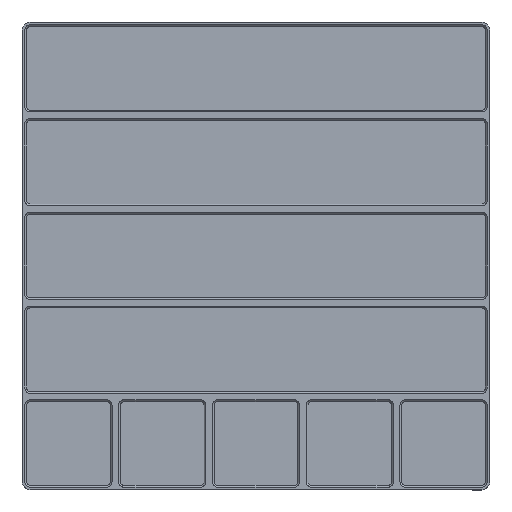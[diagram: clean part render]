
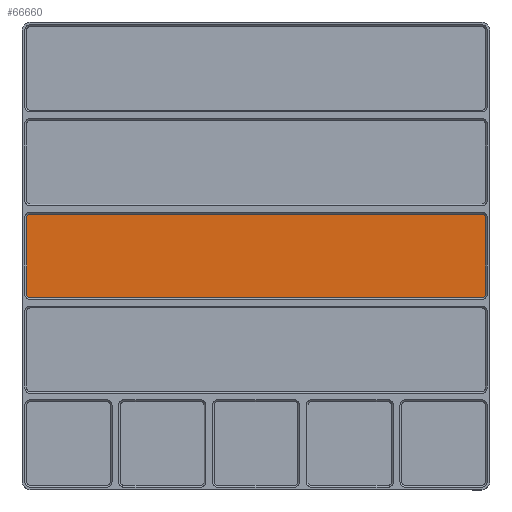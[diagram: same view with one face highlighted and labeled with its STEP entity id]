
A CAD part, top view. The second image highlights one B-rep face of the part: STEP entity #66660.
In plain terms, the highlighted planar face has unit normal (0, 0, 1).
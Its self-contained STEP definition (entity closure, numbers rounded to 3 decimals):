
#65700=CARTESIAN_POINT('',(291.75,206.15,7.));
#65710=VERTEX_POINT('',#65700);
#65740=CARTESIAN_POINT('',(290.15,206.15,7.));
#65750=DIRECTION('',(0.,0.,-1.));
#65760=DIRECTION('',(1.,0.,0.));
#65770=AXIS2_PLACEMENT_3D('',#65740,#65750,#65760);
#65780=CIRCLE('',#65770,1.6);
#65790=CARTESIAN_POINT('',(290.15,207.75,7.));
#65800=VERTEX_POINT('',#65790);
#65810=EDGE_CURVE('',#65800,#65710,#65780,.T.);
#66010=CARTESIAN_POINT('',(273.,189.,7.));
#66020=DIRECTION('',(0.,0.,1.));
#66030=DIRECTION('',(-1.,0.,0.));
#66040=AXIS2_PLACEMENT_3D('',#66010,#66020,#66030);
#66050=PLANE('',#66040);
#66060=CARTESIAN_POINT('',(290.15,171.85,7.));
#66070=DIRECTION('',(0.,0.,-1.));
#66080=DIRECTION('',(1.,0.,0.));
#66090=AXIS2_PLACEMENT_3D('',#66060,#66070,#66080);
#66100=CIRCLE('',#66090,1.6);
#66110=CARTESIAN_POINT('',(291.75,171.85,7.));
#66120=VERTEX_POINT('',#66110);
#66130=CARTESIAN_POINT('',(290.15,170.25,7.));
#66140=VERTEX_POINT('',#66130);
#66150=EDGE_CURVE('',#66120,#66140,#66100,.T.);
#66160=ORIENTED_EDGE('',*,*,#66150,.F.);
#66170=CARTESIAN_POINT('',(121.,170.25,7.));
#66180=DIRECTION('',(-1.,0.,0.));
#66190=VECTOR('',#66180,1.);
#66200=LINE('',#66170,#66190);
#66210=CARTESIAN_POINT('',(87.85,170.25,7.));
#66220=VERTEX_POINT('',#66210);
#66230=EDGE_CURVE('',#66140,#66220,#66200,.T.);
#66240=ORIENTED_EDGE('',*,*,#66230,.F.);
#66250=CARTESIAN_POINT('',(87.85,171.85,7.));
#66260=DIRECTION('',(0.,0.,-1.));
#66270=DIRECTION('',(1.,0.,0.));
#66280=AXIS2_PLACEMENT_3D('',#66250,#66260,#66270);
#66290=CIRCLE('',#66280,1.6);
#66300=CARTESIAN_POINT('',(86.25,171.85,7.));
#66310=VERTEX_POINT('',#66300);
#66320=EDGE_CURVE('',#66220,#66310,#66290,.T.);
#66330=ORIENTED_EDGE('',*,*,#66320,.F.);
#66340=CARTESIAN_POINT('',(86.25,173.,7.));
#66350=DIRECTION('',(0.,1.,0.));
#66360=VECTOR('',#66350,1.);
#66370=LINE('',#66340,#66360);
#66380=CARTESIAN_POINT('',(86.25,206.15,7.));
#66390=VERTEX_POINT('',#66380);
#66400=EDGE_CURVE('',#66310,#66390,#66370,.T.);
#66410=ORIENTED_EDGE('',*,*,#66400,.F.);
#66420=CARTESIAN_POINT('',(87.85,206.15,7.));
#66430=DIRECTION('',(0.,0.,-1.));
#66440=DIRECTION('',(1.,0.,0.));
#66450=AXIS2_PLACEMENT_3D('',#66420,#66430,#66440);
#66460=CIRCLE('',#66450,1.6);
#66470=CARTESIAN_POINT('',(87.85,207.75,7.));
#66480=VERTEX_POINT('',#66470);
#66490=EDGE_CURVE('',#66390,#66480,#66460,.T.);
#66500=ORIENTED_EDGE('',*,*,#66490,.F.);
#66510=CARTESIAN_POINT('',(257.,207.75,7.));
#66520=DIRECTION('',(1.,0.,0.));
#66530=VECTOR('',#66520,1.);
#66540=LINE('',#66510,#66530);
#66550=EDGE_CURVE('',#66480,#65800,#66540,.T.);
#66560=ORIENTED_EDGE('',*,*,#66550,.F.);
#66570=ORIENTED_EDGE('',*,*,#65810,.F.);
#66580=CARTESIAN_POINT('',(291.75,205.,7.));
#66590=DIRECTION('',(0.,-1.,0.));
#66600=VECTOR('',#66590,1.);
#66610=LINE('',#66580,#66600);
#66620=EDGE_CURVE('',#65710,#66120,#66610,.T.);
#66630=ORIENTED_EDGE('',*,*,#66620,.F.);
#66640=EDGE_LOOP('',(#66630,#66570,#66560,#66500,#66410,#66330,#66240,
#66160));
#66650=FACE_OUTER_BOUND('',#66640,.T.);
#66660=ADVANCED_FACE('',(#66650),#66050,.T.);
